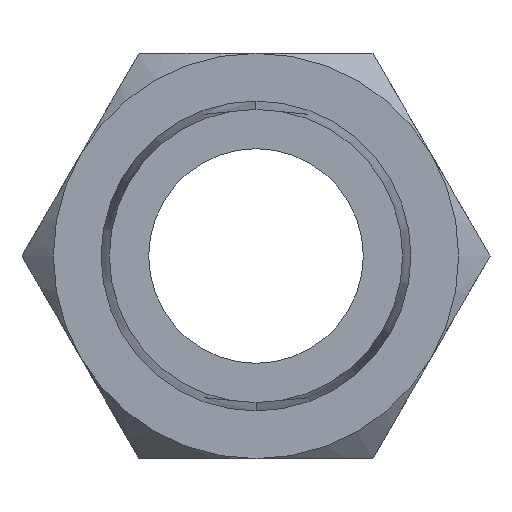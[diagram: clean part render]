
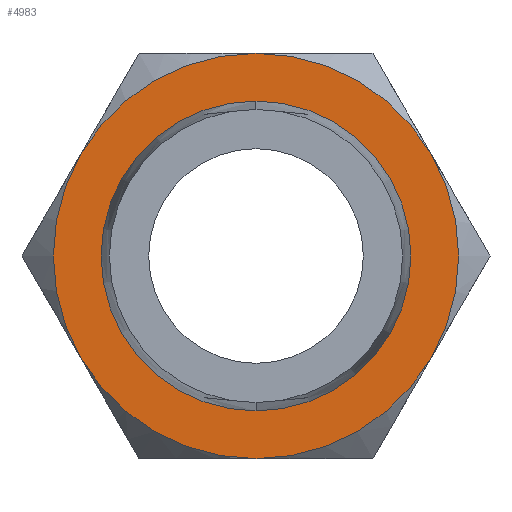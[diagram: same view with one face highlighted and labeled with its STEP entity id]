
A CAD part, left-side view. The second image highlights one B-rep face of the part: STEP entity #4983.
In plain terms, the highlighted planar face has unit normal (-1, 0, 0).
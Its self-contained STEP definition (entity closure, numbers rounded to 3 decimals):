
#190 = ORIENTED_EDGE ( 'NONE', *, *, #1153, .F. ) ;
#376 = CARTESIAN_POINT ( 'NONE',  ( 10., 0., 8.5 ) ) ;
#406 = AXIS2_PLACEMENT_3D ( 'NONE', #5637, #6034, #1357 ) ;
#523 = CIRCLE ( 'NONE', #2381, 8.5 ) ;
#825 = CARTESIAN_POINT ( 'NONE',  ( 10., -7.361, 4.25 ) ) ;
#894 = CARTESIAN_POINT ( 'NONE',  ( 10., 7.361, -4.25 ) ) ;
#912 = CARTESIAN_POINT ( 'NONE',  ( 10., -7.361, -4.25 ) ) ;
#1153 = EDGE_CURVE ( 'NONE', #3577, #1903, #4536, .T. ) ;
#1324 = DIRECTION ( 'NONE',  ( 0., 0., -1. ) ) ;
#1357 = DIRECTION ( 'NONE',  ( 0., 0., 1. ) ) ;
#1493 = CIRCLE ( 'NONE', #2069, 8.5 ) ;
#1499 = CIRCLE ( 'NONE', #2674, 8.5 ) ;
#1531 = DIRECTION ( 'NONE',  ( -1., 0., 0. ) ) ;
#1556 = CARTESIAN_POINT ( 'NONE',  ( 10., 7.361, 4.25 ) ) ;
#1585 = DIRECTION ( 'NONE',  ( 0., 0., 1. ) ) ;
#1612 = VERTEX_POINT ( 'NONE', #3690 ) ;
#1615 = DIRECTION ( 'NONE',  ( 0., 0., 1. ) ) ;
#1641 = EDGE_CURVE ( 'NONE', #1903, #1931, #2057, .T. ) ;
#1700 = DIRECTION ( 'NONE',  ( 1., 0., 0. ) ) ;
#1730 = DIRECTION ( 'NONE',  ( 1., 0., 0. ) ) ;
#1740 = ORIENTED_EDGE ( 'NONE', *, *, #4954, .T. ) ;
#1817 = CARTESIAN_POINT ( 'NONE',  ( 10., 0., 0. ) ) ;
#1850 = CARTESIAN_POINT ( 'NONE',  ( 10., 0., -6.5 ) ) ;
#1888 = AXIS2_PLACEMENT_3D ( 'NONE', #4995, #1730, #4871 ) ;
#1903 = VERTEX_POINT ( 'NONE', #912 ) ;
#1931 = VERTEX_POINT ( 'NONE', #2813 ) ;
#2016 = CARTESIAN_POINT ( 'NONE',  ( 10., 0., 0. ) ) ;
#2057 = CIRCLE ( 'NONE', #3441, 8.5 ) ;
#2069 = AXIS2_PLACEMENT_3D ( 'NONE', #3517, #1700, #3545 ) ;
#2075 = DIRECTION ( 'NONE',  ( 0., 0., -1. ) ) ;
#2235 = DIRECTION ( 'NONE',  ( 1., 0., 0. ) ) ;
#2381 = AXIS2_PLACEMENT_3D ( 'NONE', #5748, #1531, #1585 ) ;
#2431 = DIRECTION ( 'NONE',  ( 1., 0., 0. ) ) ;
#2453 = ORIENTED_EDGE ( 'NONE', *, *, #2576, .F. ) ;
#2482 = CIRCLE ( 'NONE', #5633, 8.5 ) ;
#2576 = EDGE_CURVE ( 'NONE', #1612, #5477, #3052, .T. ) ;
#2674 = AXIS2_PLACEMENT_3D ( 'NONE', #1817, #5908, #2712 ) ;
#2712 = DIRECTION ( 'NONE',  ( 0., 0., -1. ) ) ;
#2735 = DIRECTION ( 'NONE',  ( 0., 0., -1. ) ) ;
#2813 = CARTESIAN_POINT ( 'NONE',  ( 10., 0., -8.5 ) ) ;
#3031 = FACE_OUTER_BOUND ( 'NONE', #5880, .T. ) ;
#3052 = CIRCLE ( 'NONE', #406, 6.5 ) ;
#3365 = AXIS2_PLACEMENT_3D ( 'NONE', #2016, #4790, #1615 ) ;
#3441 = AXIS2_PLACEMENT_3D ( 'NONE', #4180, #4115, #1324 ) ;
#3517 = CARTESIAN_POINT ( 'NONE',  ( 10., 0., 0. ) ) ;
#3545 = DIRECTION ( 'NONE',  ( 0., 0., -1. ) ) ;
#3577 = VERTEX_POINT ( 'NONE', #825 ) ;
#3690 = CARTESIAN_POINT ( 'NONE',  ( 10., 0., 6.5 ) ) ;
#3762 = EDGE_CURVE ( 'NONE', #1931, #4854, #1493, .T. ) ;
#3942 = AXIS2_PLACEMENT_3D ( 'NONE', #5309, #2431, #2075 ) ;
#4055 = CARTESIAN_POINT ( 'NONE',  ( 10., 0., 0. ) ) ;
#4110 = ORIENTED_EDGE ( 'NONE', *, *, #1641, .F. ) ;
#4115 = DIRECTION ( 'NONE',  ( 1., 0., 0. ) ) ;
#4180 = CARTESIAN_POINT ( 'NONE',  ( 10., 0., 0. ) ) ;
#4266 = ORIENTED_EDGE ( 'NONE', *, *, #4447, .F. ) ;
#4416 = EDGE_LOOP ( 'NONE', ( #2453, #4880 ) ) ;
#4447 = EDGE_CURVE ( 'NONE', #4854, #4976, #1499, .T. ) ;
#4536 = CIRCLE ( 'NONE', #1888, 8.5 ) ;
#4705 = ORIENTED_EDGE ( 'NONE', *, *, #4769, .F. ) ;
#4769 = EDGE_CURVE ( 'NONE', #5443, #3577, #2482, .T. ) ;
#4790 = DIRECTION ( 'NONE',  ( -1., 0., 0. ) ) ;
#4852 = PLANE ( 'NONE',  #3942 ) ;
#4854 = VERTEX_POINT ( 'NONE', #894 ) ;
#4871 = DIRECTION ( 'NONE',  ( 0., 0., -1. ) ) ;
#4880 = ORIENTED_EDGE ( 'NONE', *, *, #4911, .F. ) ;
#4911 = EDGE_CURVE ( 'NONE', #5477, #1612, #5319, .T. ) ;
#4925 = ORIENTED_EDGE ( 'NONE', *, *, #3762, .F. ) ;
#4954 = EDGE_CURVE ( 'NONE', #5443, #4976, #523, .T. ) ;
#4976 = VERTEX_POINT ( 'NONE', #1556 ) ;
#4983 = ADVANCED_FACE ( 'NONE', ( #5371, #3031 ), #4852, .F. ) ;
#4995 = CARTESIAN_POINT ( 'NONE',  ( 10., 0., 0. ) ) ;
#5309 = CARTESIAN_POINT ( 'NONE',  ( 10., 0., 0. ) ) ;
#5319 = CIRCLE ( 'NONE', #3365, 6.5 ) ;
#5371 = FACE_BOUND ( 'NONE', #4416, .T. ) ;
#5443 = VERTEX_POINT ( 'NONE', #376 ) ;
#5477 = VERTEX_POINT ( 'NONE', #1850 ) ;
#5633 = AXIS2_PLACEMENT_3D ( 'NONE', #4055, #2235, #2735 ) ;
#5637 = CARTESIAN_POINT ( 'NONE',  ( 10., 0., 0. ) ) ;
#5748 = CARTESIAN_POINT ( 'NONE',  ( 10., 0., 0. ) ) ;
#5880 = EDGE_LOOP ( 'NONE', ( #4925, #4110, #190, #4705, #1740, #4266 ) ) ;
#5908 = DIRECTION ( 'NONE',  ( 1., 0., 0. ) ) ;
#6034 = DIRECTION ( 'NONE',  ( -1., 0., 0. ) ) ;
